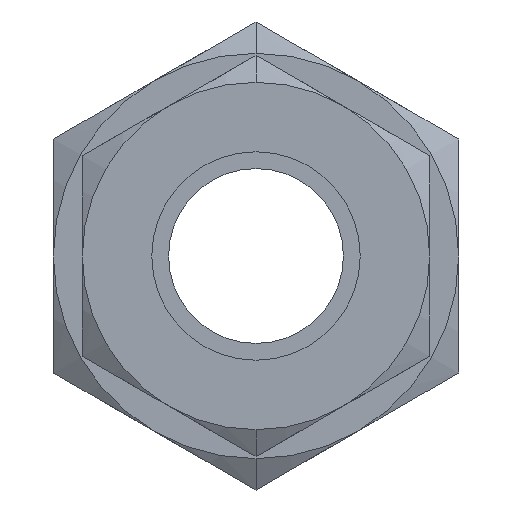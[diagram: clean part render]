
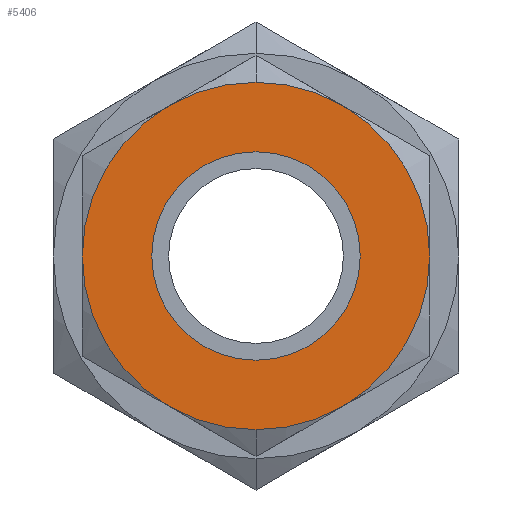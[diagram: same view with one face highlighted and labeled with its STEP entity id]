
A CAD part, left-side view. The second image highlights one B-rep face of the part: STEP entity #5406.
In plain terms, the highlighted planar face has unit normal (-1, 0, 0).
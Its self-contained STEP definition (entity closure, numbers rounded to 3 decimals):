
#173 = EDGE_LOOP ( 'NONE', ( #9131, #4647 ) ) ;
#211 = DIRECTION ( 'NONE',  ( 1., 0., 0. ) ) ;
#261 = VERTEX_POINT ( 'NONE', #4405 ) ;
#826 = CARTESIAN_POINT ( 'NONE',  ( 0., 0., 0. ) ) ;
#920 = ORIENTED_EDGE ( 'NONE', *, *, #1280, .T. ) ;
#928 = DIRECTION ( 'NONE',  ( 0., 0., -1. ) ) ;
#1163 = CARTESIAN_POINT ( 'NONE',  ( 0., 0., -9. ) ) ;
#1280 = EDGE_CURVE ( 'NONE', #261, #8199, #8834, .T. ) ;
#1478 = AXIS2_PLACEMENT_3D ( 'NONE', #9781, #3062, #8265 ) ;
#1902 = EDGE_LOOP ( 'NONE', ( #9684, #920 ) ) ;
#2180 = CARTESIAN_POINT ( 'NONE',  ( 0., 0., 0. ) ) ;
#2515 = DIRECTION ( 'NONE',  ( 1., 0., 0. ) ) ;
#2823 = AXIS2_PLACEMENT_3D ( 'NONE', #826, #211, #6411 ) ;
#2894 = CARTESIAN_POINT ( 'NONE',  ( 0., 0., 0. ) ) ;
#3062 = DIRECTION ( 'NONE',  ( -1., 0., 0. ) ) ;
#3092 = EDGE_CURVE ( 'NONE', #7008, #4121, #8802, .T. ) ;
#3153 = EDGE_CURVE ( 'NONE', #8199, #261, #8978, .T. ) ;
#3276 = CARTESIAN_POINT ( 'NONE',  ( 0., 0., 0. ) ) ;
#3579 = PLANE ( 'NONE',  #1478 ) ;
#3650 = EDGE_CURVE ( 'NONE', #4121, #7008, #6705, .T. ) ;
#3705 = DIRECTION ( 'NONE',  ( 1., 0., 0. ) ) ;
#3743 = CARTESIAN_POINT ( 'NONE',  ( 0., 0., -15. ) ) ;
#4121 = VERTEX_POINT ( 'NONE', #8832 ) ;
#4405 = CARTESIAN_POINT ( 'NONE',  ( 0., 0., 9. ) ) ;
#4580 = DIRECTION ( 'NONE',  ( 0., 0., 1. ) ) ;
#4647 = ORIENTED_EDGE ( 'NONE', *, *, #3092, .F. ) ;
#5166 = FACE_OUTER_BOUND ( 'NONE', #173, .T. ) ;
#5406 = ADVANCED_FACE ( 'NONE', ( #7389, #5166 ), #3579, .T. ) ;
#5984 = DIRECTION ( 'NONE',  ( 1., 0., 0. ) ) ;
#6411 = DIRECTION ( 'NONE',  ( 0., 0., -1. ) ) ;
#6695 = DIRECTION ( 'NONE',  ( 0., 0., 1. ) ) ;
#6705 = CIRCLE ( 'NONE', #7520, 15. ) ;
#7008 = VERTEX_POINT ( 'NONE', #3743 ) ;
#7389 = FACE_BOUND ( 'NONE', #1902, .T. ) ;
#7520 = AXIS2_PLACEMENT_3D ( 'NONE', #2180, #3705, #4580 ) ;
#8174 = AXIS2_PLACEMENT_3D ( 'NONE', #3276, #2515, #928 ) ;
#8199 = VERTEX_POINT ( 'NONE', #1163 ) ;
#8265 = DIRECTION ( 'NONE',  ( 0., 0., 1. ) ) ;
#8802 = CIRCLE ( 'NONE', #8174, 15. ) ;
#8832 = CARTESIAN_POINT ( 'NONE',  ( 0., 0., 15. ) ) ;
#8834 = CIRCLE ( 'NONE', #9180, 9. ) ;
#8978 = CIRCLE ( 'NONE', #2823, 9. ) ;
#9131 = ORIENTED_EDGE ( 'NONE', *, *, #3650, .F. ) ;
#9180 = AXIS2_PLACEMENT_3D ( 'NONE', #2894, #5984, #6695 ) ;
#9684 = ORIENTED_EDGE ( 'NONE', *, *, #3153, .T. ) ;
#9781 = CARTESIAN_POINT ( 'NONE',  ( 0., 0., 7.5 ) ) ;
